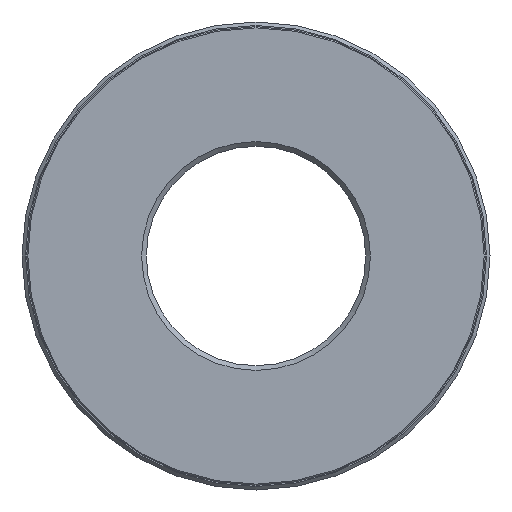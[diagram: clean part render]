
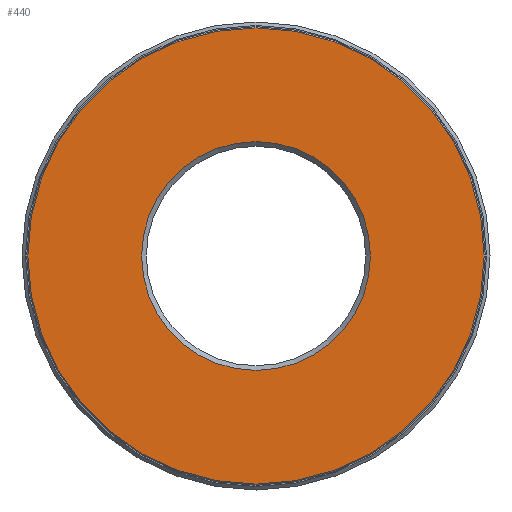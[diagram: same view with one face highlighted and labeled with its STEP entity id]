
A CAD part, front view. The second image highlights one B-rep face of the part: STEP entity #440.
In plain terms, the highlighted planar face has unit normal (0, -1, 0).
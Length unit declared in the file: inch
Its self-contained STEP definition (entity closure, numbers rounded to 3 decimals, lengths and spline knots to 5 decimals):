
#8 = VERTEX_POINT ( 'NONE', #369 ) ;
#49 = AXIS2_PLACEMENT_3D ( 'NONE', #418, #455, #141 ) ;
#119 = CIRCLE ( 'NONE', #49, 0.48875 ) ;
#135 = PLANE ( 'NONE',  #310 ) ;
#141 = DIRECTION ( 'NONE',  ( 0., 0., 1. ) ) ;
#142 = CARTESIAN_POINT ( 'NONE',  ( 0., 0., 0. ) ) ;
#143 = DIRECTION ( 'NONE',  ( 0., 1., 0. ) ) ;
#227 = EDGE_LOOP ( 'NONE', ( #379 ) ) ;
#233 = DIRECTION ( 'NONE',  ( 0., 0., 1. ) ) ;
#276 = EDGE_CURVE ( 'NONE', #511, #511, #119, .T. ) ;
#292 = CIRCLE ( 'NONE', #415, 0.975 ) ;
#310 = AXIS2_PLACEMENT_3D ( 'NONE', #142, #143, #461 ) ;
#313 = EDGE_CURVE ( 'NONE', #8, #8, #292, .T. ) ;
#344 = ORIENTED_EDGE ( 'NONE', *, *, #276, .T. ) ;
#362 = CARTESIAN_POINT ( 'NONE',  ( 0., 0., 0.48875 ) ) ;
#369 = CARTESIAN_POINT ( 'NONE',  ( 0., 0., 0.975 ) ) ;
#379 = ORIENTED_EDGE ( 'NONE', *, *, #313, .F. ) ;
#415 = AXIS2_PLACEMENT_3D ( 'NONE', #605, #512, #233 ) ;
#418 = CARTESIAN_POINT ( 'NONE',  ( 0., 0., 0. ) ) ;
#431 = FACE_BOUND ( 'NONE', #510, .T. ) ;
#440 = ADVANCED_FACE ( 'NONE', ( #566, #431 ), #135, .F. ) ;
#455 = DIRECTION ( 'NONE',  ( 0., 1., 0. ) ) ;
#461 = DIRECTION ( 'NONE',  ( 0., 0., 1. ) ) ;
#510 = EDGE_LOOP ( 'NONE', ( #344 ) ) ;
#511 = VERTEX_POINT ( 'NONE', #362 ) ;
#512 = DIRECTION ( 'NONE',  ( 0., 1., 0. ) ) ;
#566 = FACE_OUTER_BOUND ( 'NONE', #227, .T. ) ;
#605 = CARTESIAN_POINT ( 'NONE',  ( 0., 0., 0. ) ) ;
